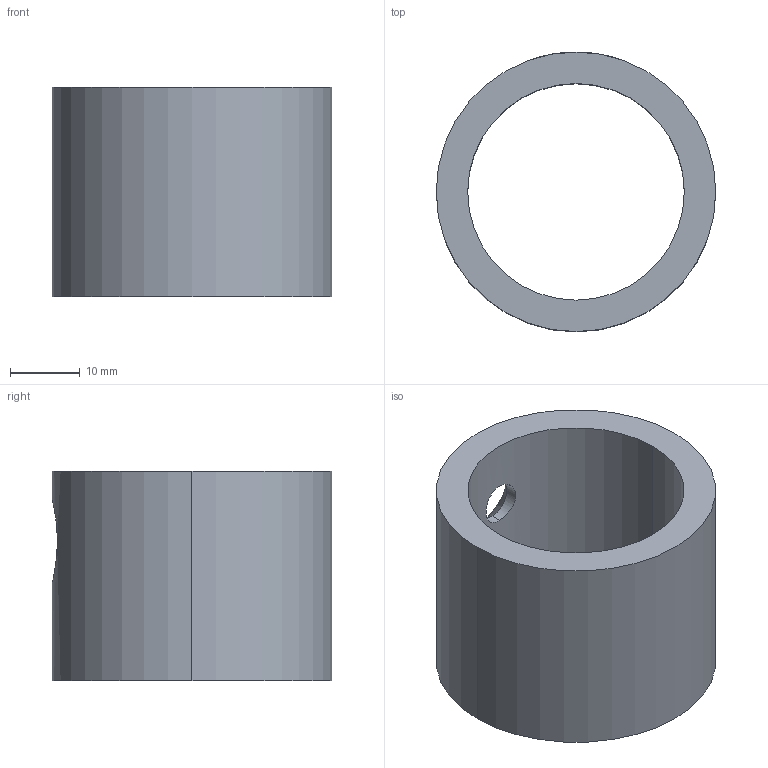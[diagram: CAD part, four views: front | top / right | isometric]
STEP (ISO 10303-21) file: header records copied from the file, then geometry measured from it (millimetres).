
FILE_DESCRIPTION (( 'STEP AP203' ), '1' );
FILE_NAME ('3748_Défaut_sldprt.STEP', '2019-10-30T08:16:11', ( '' ), ( '' ), 'SwSTEP 2.0', 'SolidWorks 2017', '' );
FILE_SCHEMA (( 'CONFIG_CONTROL_DESIGN' ));
Length unit declared in the file: millimetre
Products named in the file (1): 3748_Défaut_sldprt
Bounding box: 40 x 40 x 30 mm (x, y, z)
Volume: 14834.6 mm3; surface area: 7698.3 mm2
Topology: 1 solids, 1 shells, 10 faces, 22 edges, 14 vertices
Faces by surface type: cylinder 6, cone 2, plane 2
Entity records: 497 total; most frequent: CARTESIAN_POINT 187, DIRECTION 50, ORIENTED_EDGE 44, EDGE_CURVE 22, AXIS2_PLACEMENT_3D 21, EDGE_LOOP 14, VERTEX_POINT 14, FACE_OUTER_BOUND 10
